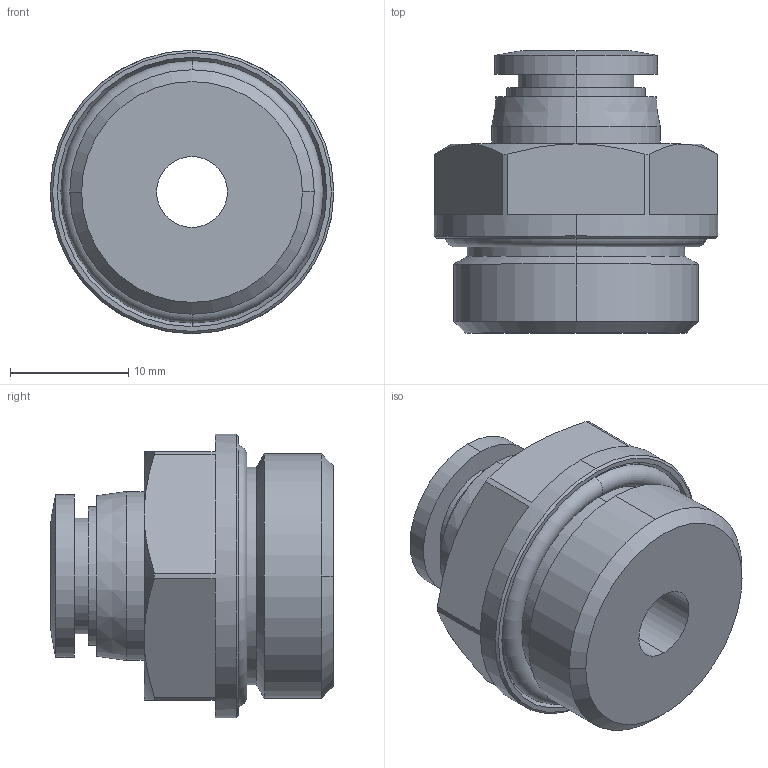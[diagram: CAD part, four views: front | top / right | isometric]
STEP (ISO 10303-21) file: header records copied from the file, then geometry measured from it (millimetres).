
FILE_DESCRIPTION (( 'STEP AP214' ), '1' );
FILE_NAME ('MS8M-12G.step', '2019-07-30T13:19:50', ( '' ), ( '' ), 'SwSTEP 2.0', 'SolidWorks 2018', '' );
FILE_SCHEMA (( 'AUTOMOTIVE_DESIGN' ));
Length unit declared in the file: inch
Products named in the file (1): MS8M-12G
Bounding box: 24 x 23.9 x 24 mm (x, y, z)
Volume: 5702.1 mm3; surface area: 3477.7 mm2
Topology: 2 solids, 2 shells, 65 faces, 145 edges, 90 vertices
Faces by surface type: plane 21, cone 19, cylinder 18, torus 6, bspline 1
Entity records: 2146 total; most frequent: CARTESIAN_POINT 610, DIRECTION 335, ORIENTED_EDGE 290, EDGE_CURVE 145, AXIS2_PLACEMENT_3D 143, VERTEX_POINT 90, CIRCLE 78, EDGE_LOOP 75
